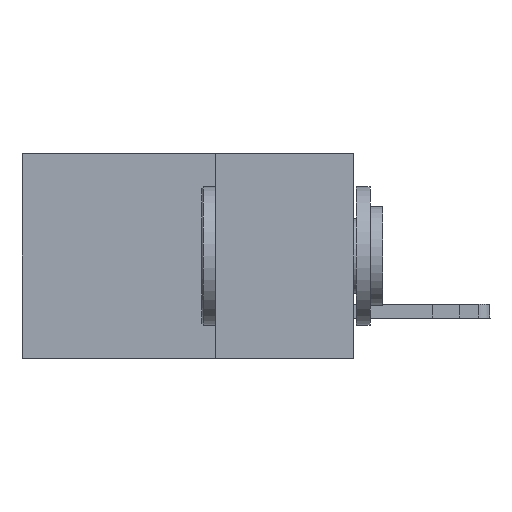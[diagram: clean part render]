
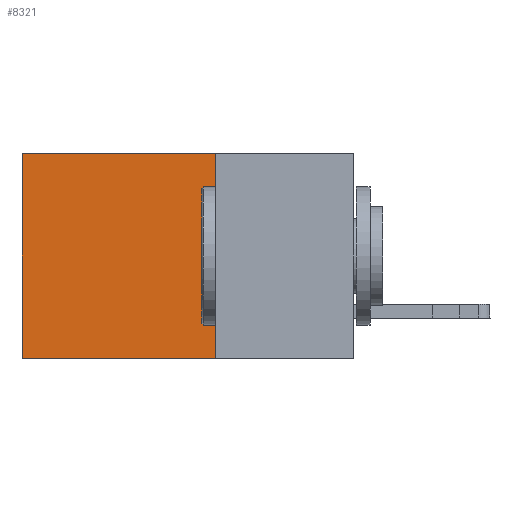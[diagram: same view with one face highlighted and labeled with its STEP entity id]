
A CAD part, left-side view. The second image highlights one B-rep face of the part: STEP entity #8321.
In plain terms, the highlighted planar face has unit normal (-1, 0, 0).
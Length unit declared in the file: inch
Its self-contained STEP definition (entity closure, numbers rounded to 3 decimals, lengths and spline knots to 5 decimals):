
#103 = VECTOR ( 'NONE', #19077, 39.37008 ) ;
#375 = LINE ( 'NONE', #16365, #7861 ) ;
#1756 = VECTOR ( 'NONE', #12896, 39.37008 ) ;
#1784 = AXIS2_PLACEMENT_3D ( 'NONE', #10548, #16935, #20158 ) ;
#2198 = EDGE_CURVE ( 'NONE', #16865, #19825, #2337, .T. ) ;
#2337 = LINE ( 'NONE', #2543, #103 ) ;
#2543 = CARTESIAN_POINT ( 'NONE',  ( 0.2875, 0.25, 0. ) ) ;
#2964 = ORIENTED_EDGE ( 'NONE', *, *, #5780, .T. ) ;
#3275 = DIRECTION ( 'NONE',  ( 0., 0., -1. ) ) ;
#3785 = DIRECTION ( 'NONE',  ( 0., 1., 0. ) ) ;
#4211 = ORIENTED_EDGE ( 'NONE', *, *, #6362, .F. ) ;
#5780 = EDGE_CURVE ( 'NONE', #19825, #12610, #14564, .T. ) ;
#6362 = EDGE_CURVE ( 'NONE', #8591, #12610, #375, .T. ) ;
#6554 = ORIENTED_EDGE ( 'NONE', *, *, #12320, .F. ) ;
#6849 = ORIENTED_EDGE ( 'NONE', *, *, #2198, .T. ) ;
#7861 = VECTOR ( 'NONE', #3785, 39.37008 ) ;
#8321 = ADVANCED_FACE ( 'NONE', ( #13441 ), #8735, .F. ) ;
#8326 = LINE ( 'NONE', #14492, #1756 ) ;
#8591 = VERTEX_POINT ( 'NONE', #15859 ) ;
#8735 = PLANE ( 'NONE',  #1784 ) ;
#10548 = CARTESIAN_POINT ( 'NONE',  ( 0.2875, 0.25, 0. ) ) ;
#11078 = CARTESIAN_POINT ( 'NONE',  ( 0.2875, 0.25, 0. ) ) ;
#12320 = EDGE_CURVE ( 'NONE', #16865, #8591, #8326, .T. ) ;
#12610 = VERTEX_POINT ( 'NONE', #18561 ) ;
#12896 = DIRECTION ( 'NONE',  ( 0., 0., -1. ) ) ;
#13441 = FACE_OUTER_BOUND ( 'NONE', #17626, .T. ) ;
#13456 = CARTESIAN_POINT ( 'NONE',  ( 0.2875, 0.6, 0. ) ) ;
#14492 = CARTESIAN_POINT ( 'NONE',  ( 0.2875, 0.25, 0. ) ) ;
#14564 = LINE ( 'NONE', #16282, #19000 ) ;
#15859 = CARTESIAN_POINT ( 'NONE',  ( 0.2875, 0.25, -0.37 ) ) ;
#16282 = CARTESIAN_POINT ( 'NONE',  ( 0.2875, 0.6, 0. ) ) ;
#16365 = CARTESIAN_POINT ( 'NONE',  ( 0.2875, 0.25, -0.37 ) ) ;
#16865 = VERTEX_POINT ( 'NONE', #11078 ) ;
#16935 = DIRECTION ( 'NONE',  ( 1., 0., 0. ) ) ;
#17626 = EDGE_LOOP ( 'NONE', ( #2964, #4211, #6554, #6849 ) ) ;
#18561 = CARTESIAN_POINT ( 'NONE',  ( 0.2875, 0.6, -0.37 ) ) ;
#19000 = VECTOR ( 'NONE', #3275, 39.37008 ) ;
#19077 = DIRECTION ( 'NONE',  ( 0., 1., 0. ) ) ;
#19825 = VERTEX_POINT ( 'NONE', #13456 ) ;
#20158 = DIRECTION ( 'NONE',  ( 0., 0., -1. ) ) ;
